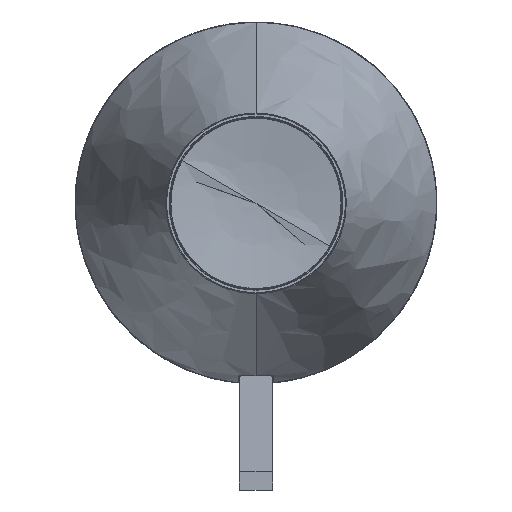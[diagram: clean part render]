
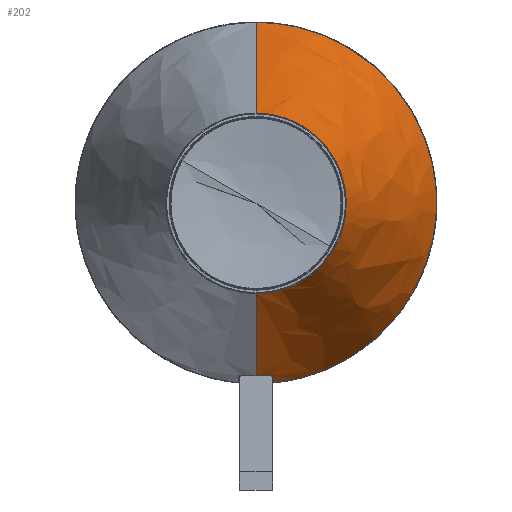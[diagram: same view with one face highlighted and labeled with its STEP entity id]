
A CAD part, top view. The second image highlights one B-rep face of the part: STEP entity #202.
In plain terms, the highlighted free-form (B-spline) face has degree [2, 1] with [5, 2] control points.
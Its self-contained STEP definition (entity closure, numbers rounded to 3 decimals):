
#202=ADVANCED_FACE($,(#283),#1377,.T.);
#283=FACE_OUTER_BOUND($,#369,.T.);
#369=EDGE_LOOP($,(#652,#653,#654,#655,#656,#657,#658,#659,#660,#661));
#652=ORIENTED_EDGE($,*,*,#980,.T.);
#653=ORIENTED_EDGE($,*,*,#981,.T.);
#654=ORIENTED_EDGE($,*,*,#982,.T.);
#655=ORIENTED_EDGE($,*,*,#983,.T.);
#656=ORIENTED_EDGE($,*,*,#984,.T.);
#657=ORIENTED_EDGE($,*,*,#985,.T.);
#658=ORIENTED_EDGE($,*,*,#986,.T.);
#659=ORIENTED_EDGE($,*,*,#989,.T.);
#660=ORIENTED_EDGE($,*,*,#987,.T.);
#661=ORIENTED_EDGE($,*,*,#988,.T.);
#980=EDGE_CURVE($,#1276,#1277,#1677,.T.);
#981=EDGE_CURVE($,#1277,#1278,#1523,.T.);
#982=EDGE_CURVE($,#1278,#1279,#1524,.T.);
#983=EDGE_CURVE($,#1279,#1280,#1525,.T.);
#984=EDGE_CURVE($,#1280,#1281,#1526,.T.);
#985=EDGE_CURVE($,#1281,#1282,#1527,.T.);
#986=EDGE_CURVE($,#1282,#1283,#1678,.T.);
#987=EDGE_CURVE($,#1284,#1285,#1679,.T.);
#988=EDGE_CURVE($,#1285,#1276,#1680,.T.);
#989=EDGE_CURVE($,#1283,#1284,#1681,.T.);
#1276=VERTEX_POINT($,#5225);
#1277=VERTEX_POINT($,#5226);
#1278=VERTEX_POINT($,#5227);
#1279=VERTEX_POINT($,#5228);
#1280=VERTEX_POINT($,#5229);
#1281=VERTEX_POINT($,#5230);
#1282=VERTEX_POINT($,#5231);
#1283=VERTEX_POINT($,#5232);
#1284=VERTEX_POINT($,#5233);
#1285=VERTEX_POINT($,#5234);
#1377=(
BOUNDED_SURFACE()
B_SPLINE_SURFACE(2,1,((#5215,#5216),(#5217,#5218),(#5219,#5220),(#5221,#5222),
(#5223,#5224)),.UNSPECIFIED.,.F.,.F.,.F.)
B_SPLINE_SURFACE_WITH_KNOTS((3,2,3),(2,2),(0.,167.325,334.649),
(142.164,284.92),.UNSPECIFIED.)
GEOMETRIC_REPRESENTATION_ITEM()
RATIONAL_B_SPLINE_SURFACE(((1.,1.),(0.707,0.707),
(1.,1.),(0.707,0.707),(1.,1.)))
REPRESENTATION_ITEM($)
SURFACE()
);
#1523=B_SPLINE_CURVE_WITH_KNOTS($,3,(#5173,#5174,#5175,#5176,#5177,#5178,
#5179,#5180,#5181,#5182),.UNSPECIFIED.,.F.,.F.,(4,2,2,2,4),(-1.,-0.75,
-0.501,-0.251,0.),.UNSPECIFIED.);
#1524=B_SPLINE_CURVE_WITH_KNOTS($,3,(#5183,#5184,#5185,#5186),.UNSPECIFIED.,
.F.,.F.,(4,4),(-1.,0.),.UNSPECIFIED.);
#1525=B_SPLINE_CURVE_WITH_KNOTS($,3,(#5187,#5188,#5189,#5190),.UNSPECIFIED.,
.F.,.F.,(4,4),(4331.477,4331.939),.UNSPECIFIED.);
#1526=B_SPLINE_CURVE_WITH_KNOTS($,3,(#5191,#5192,#5193,#5194,#5195,#5196),
.UNSPECIFIED.,.F.,.F.,(4,2,4),(0.,0.514,1.),.UNSPECIFIED.);
#1527=B_SPLINE_CURVE_WITH_KNOTS($,3,(#5197,#5198,#5199,#5200),.UNSPECIFIED.,
.F.,.F.,(4,4),(-1.,0.),.UNSPECIFIED.);
#1677=(
BOUNDED_CURVE()
B_SPLINE_CURVE(2,(#5170,#5171,#5172),.UNSPECIFIED.,.F.,.F.)
B_SPLINE_CURVE_WITH_KNOTS((3,3),(-6.505,0.),.UNSPECIFIED.)
CURVE()
GEOMETRIC_REPRESENTATION_ITEM()
RATIONAL_B_SPLINE_CURVE((1.,0.999,1.))
REPRESENTATION_ITEM($)
);
#1678=(
BOUNDED_CURVE()
B_SPLINE_CURVE(2,(#5201,#5202,#5203,#5204,#5205),.UNSPECIFIED.,.F.,.F.)
B_SPLINE_CURVE_WITH_KNOTS((3,2,3),(0.,141.947,294.411),
.UNSPECIFIED.)
CURVE()
GEOMETRIC_REPRESENTATION_ITEM()
RATIONAL_B_SPLINE_CURVE((1.,0.741,1.,0.707,1.))
REPRESENTATION_ITEM($)
);
#1679=(
BOUNDED_CURVE()
B_SPLINE_CURVE(2,(#5206,#5207,#5208,#5209,#5210),.UNSPECIFIED.,.F.,.F.)
B_SPLINE_CURVE_WITH_KNOTS((3,2,3),(151.704,227.555,303.407),
.UNSPECIFIED.)
CURVE()
GEOMETRIC_REPRESENTATION_ITEM()
RATIONAL_B_SPLINE_CURVE((1.,0.707,1.,0.707,1.))
REPRESENTATION_ITEM($)
);
#1680=(
BOUNDED_CURVE()
B_SPLINE_CURVE(1,(#5211,#5212),.UNSPECIFIED.,.F.,.F.)
B_SPLINE_CURVE_WITH_KNOTS((2,2),(142.164,272.376),.UNSPECIFIED.)
CURVE()
GEOMETRIC_REPRESENTATION_ITEM()
RATIONAL_B_SPLINE_CURVE((1.,1.))
REPRESENTATION_ITEM($)
);
#1681=(
BOUNDED_CURVE()
B_SPLINE_CURVE(1,(#5213,#5214),.UNSPECIFIED.,.F.,.F.)
B_SPLINE_CURVE_WITH_KNOTS((2,2),(-284.92,-142.164),.UNSPECIFIED.)
CURVE()
GEOMETRIC_REPRESENTATION_ITEM()
RATIONAL_B_SPLINE_CURVE((1.,1.))
REPRESENTATION_ITEM($)
);
#5170=CARTESIAN_POINT($,(0.,234.2,92.518));
#5171=CARTESIAN_POINT($,(3.254,234.2,92.518));
#5172=CARTESIAN_POINT($,(6.5,234.2,92.289));
#5173=CARTESIAN_POINT($,(6.5,234.2,92.289));
#5174=CARTESIAN_POINT($,(6.761,234.2,92.271));
#5175=CARTESIAN_POINT($,(7.023,234.152,92.268));
#5176=CARTESIAN_POINT($,(7.526,233.963,92.297));
#5177=CARTESIAN_POINT($,(7.767,233.82,92.329));
#5178=CARTESIAN_POINT($,(8.192,233.439,92.43));
#5179=CARTESIAN_POINT($,(8.372,233.203,92.5));
#5180=CARTESIAN_POINT($,(8.628,232.648,92.677));
#5181=CARTESIAN_POINT($,(8.694,232.348,92.78));
#5182=CARTESIAN_POINT($,(8.7,232.038,92.892));
#5183=CARTESIAN_POINT($,(8.7,232.038,92.892));
#5184=CARTESIAN_POINT($,(8.7,231.994,92.908));
#5185=CARTESIAN_POINT($,(8.701,231.949,92.924));
#5186=CARTESIAN_POINT($,(8.702,231.904,92.94));
#5187=CARTESIAN_POINT($,(8.702,231.904,92.94));
#5188=CARTESIAN_POINT($,(8.742,231.899,92.938));
#5189=CARTESIAN_POINT($,(8.783,231.894,92.936));
#5190=CARTESIAN_POINT($,(8.823,231.889,92.934));
#5191=CARTESIAN_POINT($,(8.823,231.889,92.934));
#5192=CARTESIAN_POINT($,(8.976,231.87,92.927));
#5193=CARTESIAN_POINT($,(9.098,231.774,92.95));
#5194=CARTESIAN_POINT($,(9.269,231.493,93.035));
#5195=CARTESIAN_POINT($,(9.317,231.317,93.094));
#5196=CARTESIAN_POINT($,(9.322,231.155,93.152));
#5197=CARTESIAN_POINT($,(9.322,231.155,93.152));
#5198=CARTESIAN_POINT($,(9.419,228.237,94.201));
#5199=CARTESIAN_POINT($,(9.515,225.32,95.251));
#5200=CARTESIAN_POINT($,(9.611,222.402,96.3));
#5201=CARTESIAN_POINT($,(9.611,222.402,96.3));
#5202=CARTESIAN_POINT($,(96.778,222.402,87.6));
#5203=CARTESIAN_POINT($,(96.778,222.402,0.));
#5204=CARTESIAN_POINT($,(96.778,222.402,-96.778));
#5205=CARTESIAN_POINT($,(0.,222.402,-96.778));
#5206=CARTESIAN_POINT($,(0.,356.67,-48.289));
#5207=CARTESIAN_POINT($,(48.289,356.67,-48.289));
#5208=CARTESIAN_POINT($,(48.289,356.67,0.));
#5209=CARTESIAN_POINT($,(48.289,356.67,48.289));
#5210=CARTESIAN_POINT($,(0.,356.67,48.289));
#5211=CARTESIAN_POINT($,(0.,356.67,48.289));
#5212=CARTESIAN_POINT($,(0.,234.2,92.518));
#5213=CARTESIAN_POINT($,(0.,222.402,-96.778));
#5214=CARTESIAN_POINT($,(0.,356.67,-48.289));
#5215=CARTESIAN_POINT($,(0.,356.67,-48.289));
#5216=CARTESIAN_POINT($,(0.,222.402,-96.778));
#5217=CARTESIAN_POINT($,(48.289,356.67,-48.289));
#5218=CARTESIAN_POINT($,(96.778,222.402,-96.778));
#5219=CARTESIAN_POINT($,(48.289,356.67,0.));
#5220=CARTESIAN_POINT($,(96.778,222.402,0.));
#5221=CARTESIAN_POINT($,(48.289,356.67,48.289));
#5222=CARTESIAN_POINT($,(96.778,222.402,96.778));
#5223=CARTESIAN_POINT($,(0.,356.67,48.289));
#5224=CARTESIAN_POINT($,(0.,222.402,96.778));
#5225=CARTESIAN_POINT($,(0.,234.2,92.518));
#5226=CARTESIAN_POINT($,(6.5,234.2,92.289));
#5227=CARTESIAN_POINT($,(8.7,232.038,92.892));
#5228=CARTESIAN_POINT($,(8.702,231.904,92.94));
#5229=CARTESIAN_POINT($,(8.823,231.889,92.934));
#5230=CARTESIAN_POINT($,(9.322,231.155,93.152));
#5231=CARTESIAN_POINT($,(9.611,222.402,96.3));
#5232=CARTESIAN_POINT($,(0.,222.402,-96.778));
#5233=CARTESIAN_POINT($,(0.,356.67,-48.289));
#5234=CARTESIAN_POINT($,(0.,356.67,48.289));
